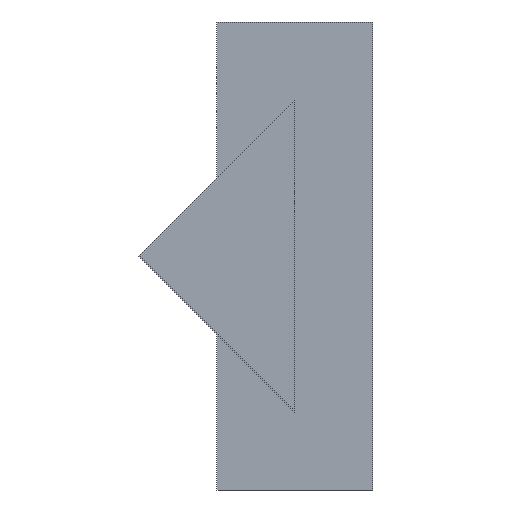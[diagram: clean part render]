
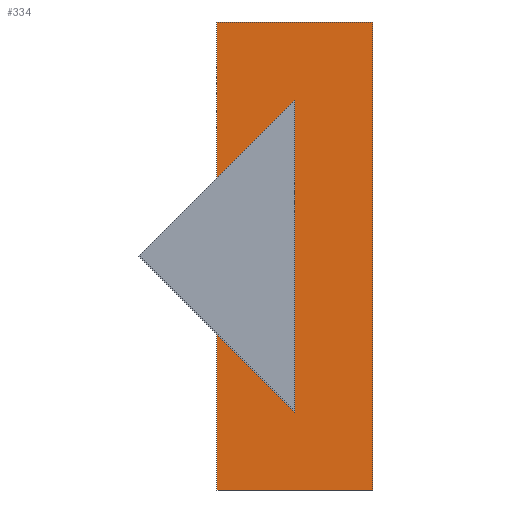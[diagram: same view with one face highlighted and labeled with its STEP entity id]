
A CAD part, front view. The second image highlights one B-rep face of the part: STEP entity #334.
In plain terms, the highlighted planar face has unit normal (0, -1, 0).
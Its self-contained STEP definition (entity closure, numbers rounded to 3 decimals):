
#102=FACE_OUTER_BOUND('',#117,.T.);
#117=EDGE_LOOP('',(#284,#285,#286,#287,#288,#289,#290,#291));
#123=LINE('',#562,#156);
#127=LINE('',#570,#160);
#130=LINE('',#576,#163);
#133=LINE('',#582,#166);
#136=LINE('',#588,#169);
#139=LINE('',#594,#172);
#142=LINE('',#600,#175);
#145=LINE('',#605,#178);
#156=VECTOR('',#436,10.);
#160=VECTOR('',#442,10.);
#163=VECTOR('',#447,10.);
#166=VECTOR('',#452,10.);
#169=VECTOR('',#457,10.);
#172=VECTOR('',#462,10.);
#175=VECTOR('',#467,10.);
#178=VECTOR('',#472,10.);
#189=VERTEX_POINT('',#560);
#190=VERTEX_POINT('',#561);
#193=VERTEX_POINT('',#569);
#195=VERTEX_POINT('',#575);
#197=VERTEX_POINT('',#581);
#199=VERTEX_POINT('',#587);
#201=VERTEX_POINT('',#593);
#203=VERTEX_POINT('',#599);
#211=EDGE_CURVE('',#189,#190,#123,.T.);
#215=EDGE_CURVE('',#193,#189,#127,.T.);
#218=EDGE_CURVE('',#195,#193,#130,.T.);
#221=EDGE_CURVE('',#197,#195,#133,.T.);
#224=EDGE_CURVE('',#199,#197,#136,.T.);
#227=EDGE_CURVE('',#201,#199,#139,.T.);
#230=EDGE_CURVE('',#203,#201,#142,.T.);
#233=EDGE_CURVE('',#190,#203,#145,.T.);
#284=ORIENTED_EDGE('',*,*,#233,.F.);
#285=ORIENTED_EDGE('',*,*,#211,.F.);
#286=ORIENTED_EDGE('',*,*,#215,.F.);
#287=ORIENTED_EDGE('',*,*,#218,.F.);
#288=ORIENTED_EDGE('',*,*,#221,.F.);
#289=ORIENTED_EDGE('',*,*,#224,.F.);
#290=ORIENTED_EDGE('',*,*,#227,.F.);
#291=ORIENTED_EDGE('',*,*,#230,.F.);
#319=PLANE('',#394);
#334=ADVANCED_FACE('',(#102),#319,.F.);
#394=AXIS2_PLACEMENT_3D('',#608,#476,#477);
#436=DIRECTION('',(1.,0.,0.));
#442=DIRECTION('',(0.,0.,1.));
#447=DIRECTION('',(-0.707,0.,-0.707));
#452=DIRECTION('',(0.,0.,1.));
#457=DIRECTION('',(0.707,0.,-0.707));
#462=DIRECTION('',(0.,0.,1.));
#467=DIRECTION('',(-1.,0.,0.));
#472=DIRECTION('',(0.,0.,-1.));
#476=DIRECTION('center_axis',(0.,1.,0.));
#477=DIRECTION('ref_axis',(0.,0.,1.));
#560=CARTESIAN_POINT('',(-10.,0.,0.));
#561=CARTESIAN_POINT('',(0.,0.,0.));
#562=CARTESIAN_POINT('',(-10.,0.,0.));
#569=CARTESIAN_POINT('',(-10.,0.,-10.));
#570=CARTESIAN_POINT('',(-10.,0.,-10.));
#575=CARTESIAN_POINT('',(-5.,0.,-5.));
#576=CARTESIAN_POINT('',(-5.,0.,-5.));
#581=CARTESIAN_POINT('',(-5.,0.,-25.));
#582=CARTESIAN_POINT('',(-5.,0.,-25.));
#587=CARTESIAN_POINT('',(-10.,0.,-20.));
#588=CARTESIAN_POINT('',(-10.,0.,-20.));
#593=CARTESIAN_POINT('',(-10.,0.,-30.));
#594=CARTESIAN_POINT('',(-10.,0.,-30.));
#599=CARTESIAN_POINT('',(0.,0.,-30.));
#600=CARTESIAN_POINT('',(0.,0.,-30.));
#605=CARTESIAN_POINT('',(0.,0.,0.));
#608=CARTESIAN_POINT('Origin',(-5.,0.,-15.));
